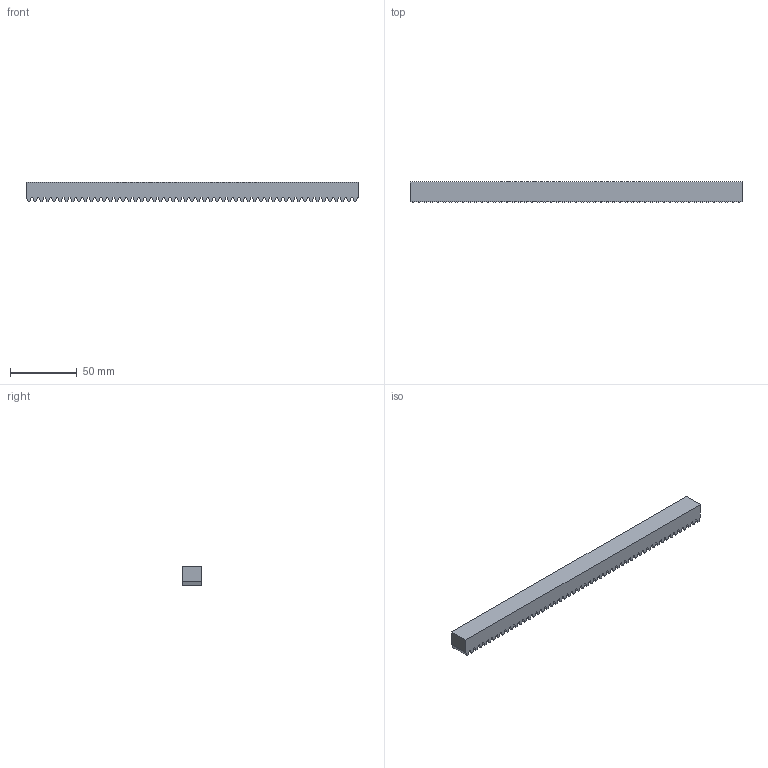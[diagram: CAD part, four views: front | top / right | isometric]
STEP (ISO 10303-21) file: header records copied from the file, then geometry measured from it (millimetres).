
FILE_DESCRIPTION(('STEP AP214'),'1');
FILE_NAME('148-015-602.stp','2017-10-09T08:01:00',('TraceParts'),('TraceParts S.A.'),'Spatial InterOp 3D',' ',' ');
FILE_SCHEMA(('automotive_design'));
Length unit declared in the file: millimetre
Products named in the file (1): 148-015-602
Bounding box: 249.33 x 15 x 15 mm (x, y, z)
Volume: 50165.4 mm3; surface area: 18274.9 mm2
Topology: 1 solids, 1 shells, 218 faces, 648 edges, 432 vertices
Faces by surface type: plane 218
Entity records: 8921 total; most frequent: CARTESIAN_POINT 1299, ORIENTED_EDGE 1296, DIRECTION 1086, EDGE_CURVE 648, LINE 648, VECTOR 648, VERTEX_POINT 432, STYLED_ITEM 219
